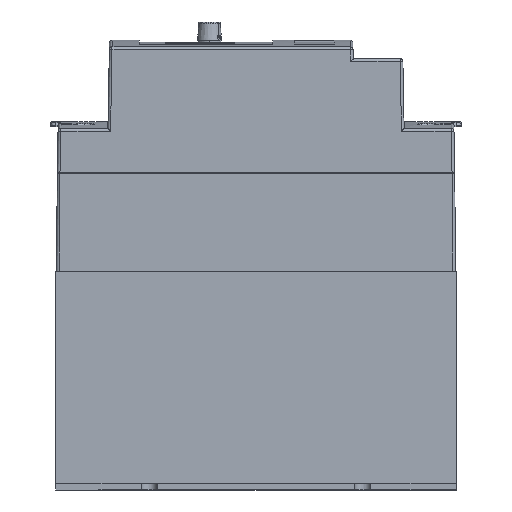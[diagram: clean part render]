
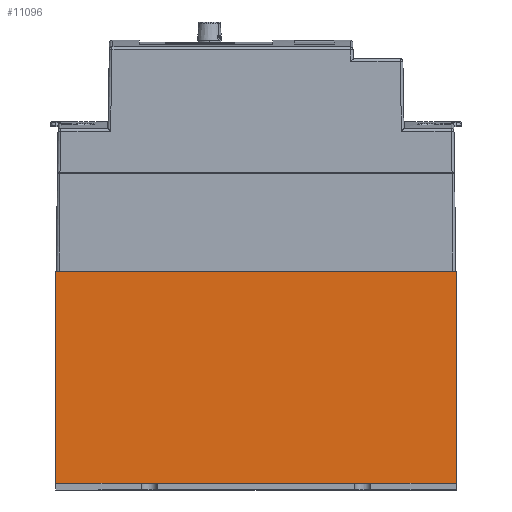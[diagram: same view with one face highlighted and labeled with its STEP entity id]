
A CAD part, left-side view. The second image highlights one B-rep face of the part: STEP entity #11096.
In plain terms, the highlighted planar face has unit normal (-1, 0, 0.006).
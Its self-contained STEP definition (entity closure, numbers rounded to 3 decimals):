
#6623 = FACE_OUTER_BOUND ( 'NONE', #37943, .T. ) ;
#9505 = CARTESIAN_POINT ( 'NONE',  ( -53.25, 75., 2.6 ) ) ;
#9513 = PLANE ( 'NONE',  #66976 ) ;
#9516 = DIRECTION ( 'NONE',  ( 1., 0., -0.006 ) ) ;
#9518 = DIRECTION ( 'NONE',  ( -0.006, 0., -1. ) ) ;
#11096 = ADVANCED_FACE ( 'NONE', ( #6623 ), #9513, .F. ) ;
#23304 = VERTEX_POINT ( 'NONE', #60101 ) ;
#24331 = VERTEX_POINT ( 'NONE', #61123 ) ;
#25144 = VERTEX_POINT ( 'NONE', #61480 ) ;
#25146 = VERTEX_POINT ( 'NONE', #61484 ) ;
#25305 = VERTEX_POINT ( 'NONE', #61774 ) ;
#30094 = EDGE_CURVE ( 'NONE', #23304, #37656, #64706, .T. ) ;
#30100 = EDGE_CURVE ( 'NONE', #37656, #24331, #64715, .T. ) ;
#30104 = EDGE_CURVE ( 'NONE', #25144, #23304, #64719, .T. ) ;
#30135 = EDGE_CURVE ( 'NONE', #25146, #25305, #64763, .T. ) ;
#30151 = EDGE_CURVE ( 'NONE', #25146, #25144, #64794, .T. ) ;
#30152 = EDGE_CURVE ( 'NONE', #24331, #25305, #64795, .T. ) ;
#33251 = ORIENTED_EDGE ( 'NONE', *, *, #30135, .F. ) ;
#33252 = ORIENTED_EDGE ( 'NONE', *, *, #30151, .T. ) ;
#33253 = ORIENTED_EDGE ( 'NONE', *, *, #30104, .T. ) ;
#33254 = ORIENTED_EDGE ( 'NONE', *, *, #30094, .T. ) ;
#33255 = ORIENTED_EDGE ( 'NONE', *, *, #30100, .T. ) ;
#33256 = ORIENTED_EDGE ( 'NONE', *, *, #30152, .T. ) ;
#37656 = VERTEX_POINT ( 'NONE', #75410 ) ;
#37943 = EDGE_LOOP ( 'NONE', ( #33251, #33252, #33253, #33254, #33255, #33256 ) ) ;
#60101 = CARTESIAN_POINT ( 'NONE',  ( -53.25, 40., 2.6 ) ) ;
#61123 = CARTESIAN_POINT ( 'NONE',  ( -53.25, -75., 2.6 ) ) ;
#61480 = CARTESIAN_POINT ( 'NONE',  ( -53.25, 75., 2.6 ) ) ;
#61484 = CARTESIAN_POINT ( 'NONE',  ( -52.75, 75., 82. ) ) ;
#61774 = CARTESIAN_POINT ( 'NONE',  ( -52.75, -75., 82. ) ) ;
#64706 = LINE ( 'NONE', #68414, #64708 ) ;
#64708 = VECTOR ( 'NONE', #68398, 1000. ) ;
#64715 = LINE ( 'NONE', #68461, #64718 ) ;
#64718 = VECTOR ( 'NONE', #68464, 1000. ) ;
#64719 = LINE ( 'NONE', #68444, #64726 ) ;
#64726 = VECTOR ( 'NONE', #68482, 1000. ) ;
#64763 = LINE ( 'NONE', #68535, #64768 ) ;
#64768 = VECTOR ( 'NONE', #68692, 1000. ) ;
#64794 = LINE ( 'NONE', #68768, #64796 ) ;
#64795 = LINE ( 'NONE', #68785, #64798 ) ;
#64796 = VECTOR ( 'NONE', #68760, 1000. ) ;
#64798 = VECTOR ( 'NONE', #68788, 1000. ) ;
#66976 = AXIS2_PLACEMENT_3D ( 'NONE', #9505, #9516, #9518 ) ;
#68398 = DIRECTION ( 'NONE',  ( 0., -1., 0. ) ) ;
#68414 = CARTESIAN_POINT ( 'NONE',  ( -53.25, 75., 2.6 ) ) ;
#68444 = CARTESIAN_POINT ( 'NONE',  ( -53.25, 75., 2.6 ) ) ;
#68461 = CARTESIAN_POINT ( 'NONE',  ( -53.25, 75., 2.6 ) ) ;
#68464 = DIRECTION ( 'NONE',  ( 0., -1., 0. ) ) ;
#68482 = DIRECTION ( 'NONE',  ( 0., -1., 0. ) ) ;
#68535 = CARTESIAN_POINT ( 'NONE',  ( -52.75, 75., 82. ) ) ;
#68692 = DIRECTION ( 'NONE',  ( 0., -1., 0. ) ) ;
#68760 = DIRECTION ( 'NONE',  ( -0.006, 0., -1. ) ) ;
#68768 = CARTESIAN_POINT ( 'NONE',  ( -53.25, 75., 2.6 ) ) ;
#68785 = CARTESIAN_POINT ( 'NONE',  ( -53.25, -75., 2.6 ) ) ;
#68788 = DIRECTION ( 'NONE',  ( 0.006, 0., 1. ) ) ;
#75410 = CARTESIAN_POINT ( 'NONE',  ( -53.25, -40., 2.6 ) ) ;
